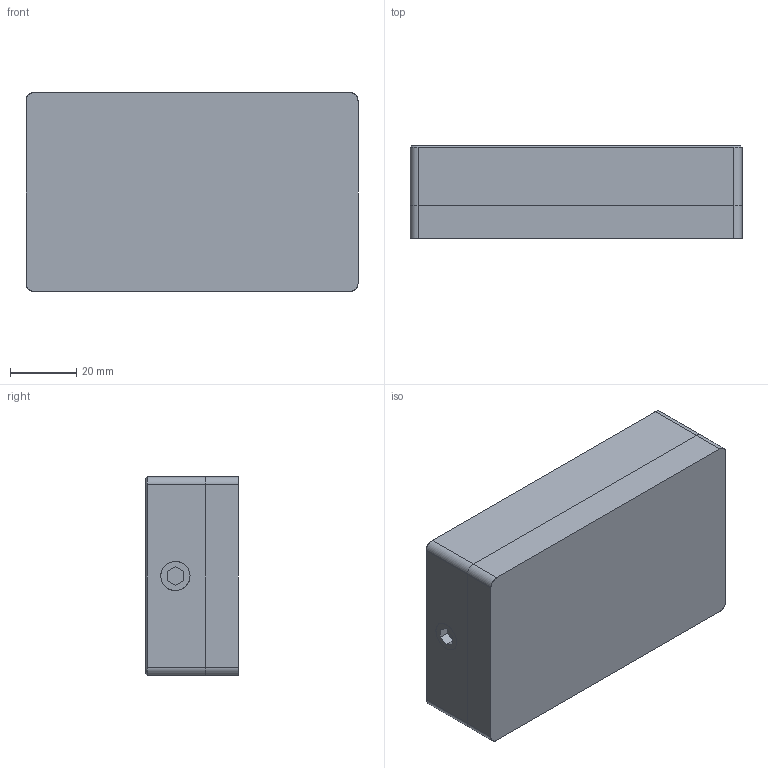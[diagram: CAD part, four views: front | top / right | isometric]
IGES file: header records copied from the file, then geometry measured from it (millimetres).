
Start section: SolidWorks IGES file using analytic representation for surfaces
Global section: file name: NSD-60X100.IGS; native system: SolidWorks 2023; preprocessor: SolidWorks 2023; author: yfZou; date: 240905.104538; units: millimetre
Bounding box: 100 x 28 x 60 mm (x, y, z)
Surface area: 21480.4 mm2 (no closed solid volume)
Topology: 0 solids, 0 shells, 82 faces, 928 edges, 928 vertices
Faces by surface type: bspline 62, revolution 20
